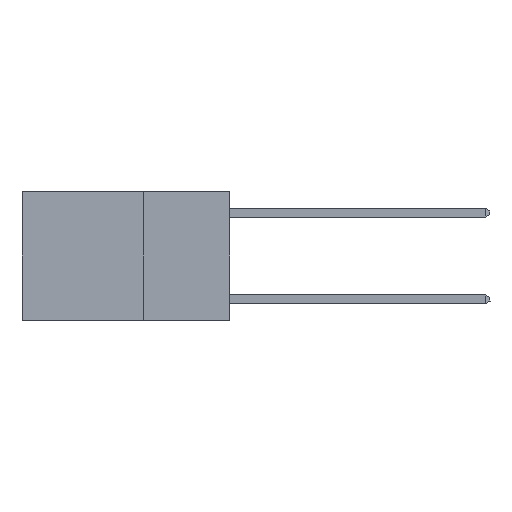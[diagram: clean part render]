
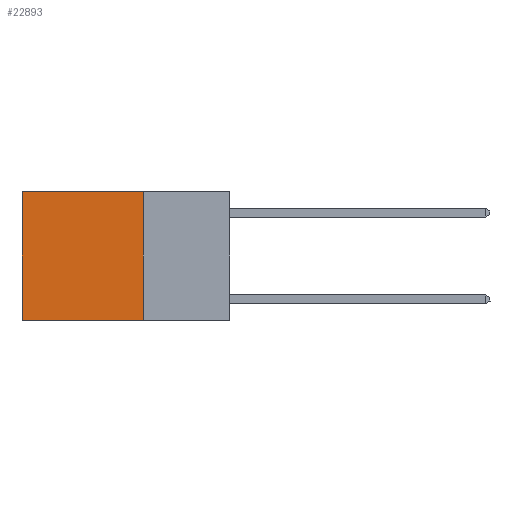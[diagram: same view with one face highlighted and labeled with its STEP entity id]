
A CAD part, left-side view. The second image highlights one B-rep face of the part: STEP entity #22893.
In plain terms, the highlighted planar face has unit normal (-1, 0, 0).
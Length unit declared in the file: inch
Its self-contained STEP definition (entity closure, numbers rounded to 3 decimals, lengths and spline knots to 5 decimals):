
#939 = VECTOR ( 'NONE', #4929, 39.37008 ) ;
#1283 = CARTESIAN_POINT ( 'NONE',  ( 0.2625, 0.25, 0. ) ) ;
#1307 = VECTOR ( 'NONE', #9276, 39.37008 ) ;
#2133 = EDGE_CURVE ( 'NONE', #9516, #4488, #20302, .T. ) ;
#2364 = CARTESIAN_POINT ( 'NONE',  ( 0.2625, 0.25, -0.37 ) ) ;
#2688 = ORIENTED_EDGE ( 'NONE', *, *, #2133, .F. ) ;
#3252 = DIRECTION ( 'NONE',  ( 1., 0., 0. ) ) ;
#3333 = CARTESIAN_POINT ( 'NONE',  ( 0.2625, 0.6, -0.37 ) ) ;
#3954 = CARTESIAN_POINT ( 'NONE',  ( 0.2625, 0.25, 0. ) ) ;
#4488 = VERTEX_POINT ( 'NONE', #3333 ) ;
#4929 = DIRECTION ( 'NONE',  ( 0., 1., 0. ) ) ;
#5749 = ORIENTED_EDGE ( 'NONE', *, *, #21543, .T. ) ;
#6333 = DIRECTION ( 'NONE',  ( 0., 0., -1. ) ) ;
#6364 = CARTESIAN_POINT ( 'NONE',  ( 0.2625, 0.6, 0. ) ) ;
#6627 = ORIENTED_EDGE ( 'NONE', *, *, #10847, .F. ) ;
#9276 = DIRECTION ( 'NONE',  ( 0., 1., 0. ) ) ;
#9516 = VERTEX_POINT ( 'NONE', #2364 ) ;
#10519 = VECTOR ( 'NONE', #6333, 39.37008 ) ;
#10847 = EDGE_CURVE ( 'NONE', #22416, #9516, #16277, .T. ) ;
#11534 = ORIENTED_EDGE ( 'NONE', *, *, #20949, .T. ) ;
#12965 = PLANE ( 'NONE',  #20035 ) ;
#13663 = VERTEX_POINT ( 'NONE', #14270 ) ;
#14270 = CARTESIAN_POINT ( 'NONE',  ( 0.2625, 0.6, 0. ) ) ;
#15479 = EDGE_LOOP ( 'NONE', ( #11534, #2688, #6627, #5749 ) ) ;
#16053 = DIRECTION ( 'NONE',  ( 0., 0., -1. ) ) ;
#16277 = LINE ( 'NONE', #21613, #10519 ) ;
#16549 = CARTESIAN_POINT ( 'NONE',  ( 0.2625, 0.25, -0.37 ) ) ;
#16814 = LINE ( 'NONE', #24475, #1307 ) ;
#16836 = DIRECTION ( 'NONE',  ( 0., 0., -1. ) ) ;
#18597 = LINE ( 'NONE', #6364, #23559 ) ;
#19086 = FACE_OUTER_BOUND ( 'NONE', #15479, .T. ) ;
#20035 = AXIS2_PLACEMENT_3D ( 'NONE', #1283, #3252, #16836 ) ;
#20302 = LINE ( 'NONE', #16549, #939 ) ;
#20949 = EDGE_CURVE ( 'NONE', #13663, #4488, #18597, .T. ) ;
#21543 = EDGE_CURVE ( 'NONE', #22416, #13663, #16814, .T. ) ;
#21613 = CARTESIAN_POINT ( 'NONE',  ( 0.2625, 0.25, 0. ) ) ;
#22416 = VERTEX_POINT ( 'NONE', #3954 ) ;
#22893 = ADVANCED_FACE ( 'NONE', ( #19086 ), #12965, .F. ) ;
#23559 = VECTOR ( 'NONE', #16053, 39.37008 ) ;
#24475 = CARTESIAN_POINT ( 'NONE',  ( 0.2625, 0.25, 0. ) ) ;
